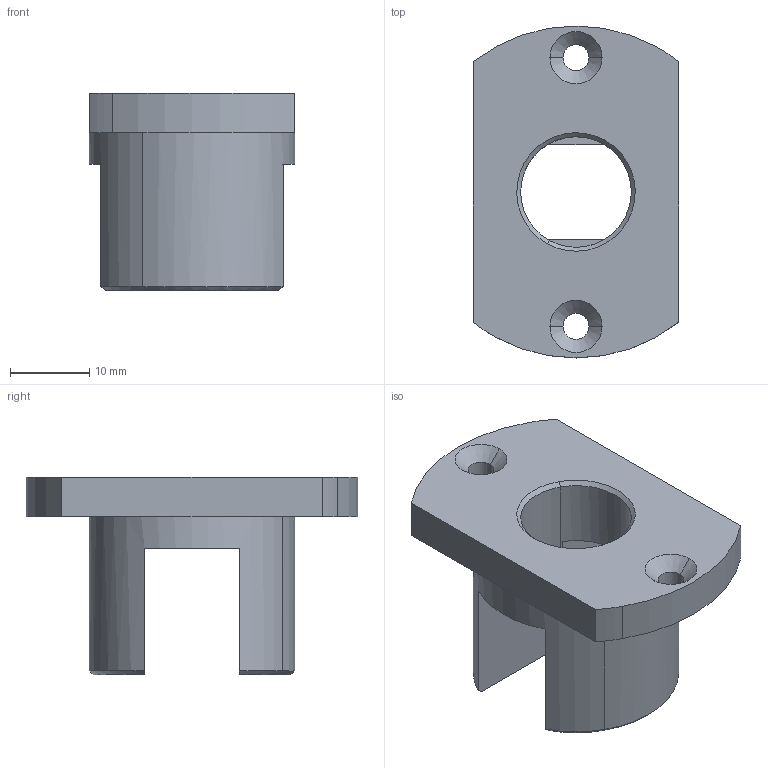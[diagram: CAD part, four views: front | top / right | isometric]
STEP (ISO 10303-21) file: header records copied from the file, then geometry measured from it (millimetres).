
FILE_DESCRIPTION(('CATIA V5 STEP Exchange'),'2;1');
FILE_NAME('RMF27029-01-12,00X26P6X05,00X20,00.stp','2019-10-01T15:35:36+00:00',('none'),('none'),'CATIA Version 5 Release 20 GA (IN-10)','CATIA V5 STEP AP203','none');
FILE_SCHEMA(('CONFIG_CONTROL_DESIGN'));
Length unit declared in the file: millimetre
Products named in the file (1): RMF27029-01-12,00X26P6X05,00X20,00
Bounding box: 26 x 42 x 25 mm (x, y, z)
Volume: 9367.9 mm3; surface area: 4752.5 mm2
Topology: 1 solids, 1 shells, 35 faces, 94 edges, 60 vertices
Faces by surface type: plane 13, cylinder 12, cone 10
Entity records: 1047 total; most frequent: ORIENTED_EDGE 188, CARTESIAN_POINT 187, DIRECTION 130, EDGE_CURVE 94, AXIS2_PLACEMENT_3D 67, VERTEX_POINT 60, CIRCLE 46, VECTOR 44
